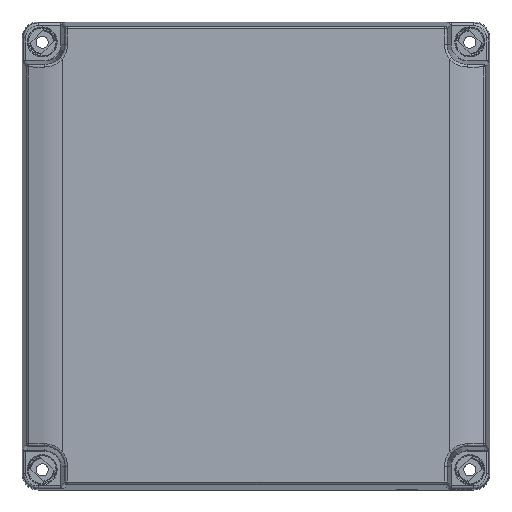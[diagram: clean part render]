
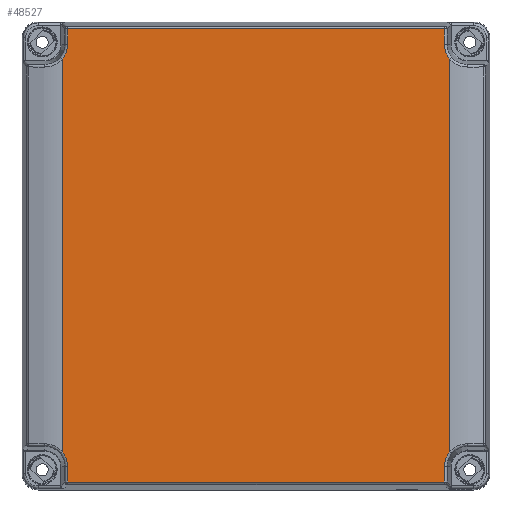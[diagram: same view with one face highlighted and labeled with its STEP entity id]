
A CAD part, top view. The second image highlights one B-rep face of the part: STEP entity #48527.
In plain terms, the highlighted planar face has unit normal (0, 0, 1).
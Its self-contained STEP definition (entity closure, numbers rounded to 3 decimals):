
#42386=DIRECTION('',(-1.,0.,0.));
#42387=VECTOR('',#42386,140.929);
#42388=CARTESIAN_POINT('',(70.465,-84.772,100.));
#42389=LINE('',#42388,#42387);
#42679=DIRECTION('',(1.,0.,0.));
#42680=VECTOR('',#42679,140.929);
#42681=CARTESIAN_POINT('',(-70.465,84.772,100.));
#42682=LINE('',#42681,#42680);
#42927=DIRECTION('',(0.,1.,0.));
#42928=VECTOR('',#42927,5.772);
#42929=CARTESIAN_POINT('',(-70.465,79.,100.));
#42930=LINE('',#42929,#42928);
#42936=DIRECTION('',(0.,1.,0.));
#42937=VECTOR('',#42936,146.936);
#42938=CARTESIAN_POINT('',(-72.5,-73.468,
100.));
#42939=LINE('',#42938,#42937);
#42940=DIRECTION('',(0.,1.,0.));
#42941=VECTOR('',#42940,5.772);
#42942=CARTESIAN_POINT('',(70.465,79.,100.));
#42943=LINE('',#42942,#42941);
#43138=DIRECTION('',(0.,1.,0.));
#43139=VECTOR('',#43138,5.772);
#43140=CARTESIAN_POINT('',(70.465,-84.772,100.));
#43141=LINE('',#43140,#43139);
#43151=CARTESIAN_POINT('',(79.,-79.,100.));
#43152=DIRECTION('',(0.,0.,-1.));
#43153=DIRECTION('',(-1.,0.,0.));
#43154=AXIS2_PLACEMENT_3D('',#43151,#43152,#43153);
#43189=DIRECTION('',(0.,1.,0.));
#43190=VECTOR('',#43189,146.936);
#43191=CARTESIAN_POINT('',(72.5,-73.468,
100.));
#43192=LINE('',#43191,#43190);
#43232=CARTESIAN_POINT('',(72.5,73.468,100.));
#43248=CARTESIAN_POINT('',(79.,79.,100.));
#43249=DIRECTION('',(0.,0.,-1.));
#43250=DIRECTION('',(-0.762,-0.648,0.));
#43251=AXIS2_PLACEMENT_3D('',#43248,#43249,#43250);
#43290=DIRECTION('',(0.,-1.,0.));
#43291=VECTOR('',#43290,5.772);
#43292=CARTESIAN_POINT('',(-70.465,-79.,100.));
#43293=LINE('',#43292,#43291);
#43426=CARTESIAN_POINT('',(-79.,-79.,100.));
#43427=DIRECTION('',(0.,0.,-1.));
#43428=DIRECTION('',(0.762,0.648,0.));
#43429=AXIS2_PLACEMENT_3D('',#43426,#43427,#43428);
#43450=CARTESIAN_POINT('',(-79.,79.,100.));
#43451=DIRECTION('',(0.,0.,1.));
#43452=DIRECTION('',(0.762,-0.648,0.));
#43453=AXIS2_PLACEMENT_3D('',#43450,#43451,#43452);
#44267=CARTESIAN_POINT('',(-70.465,79.,100.));
#44268=CARTESIAN_POINT('',(-70.465,84.772,100.));
#44269=VERTEX_POINT('',#44267);
#44270=VERTEX_POINT('',#44268);
#44273=CARTESIAN_POINT('',(-72.5,73.468,100.));
#44274=VERTEX_POINT('',#44273);
#44279=CARTESIAN_POINT('',(70.465,84.772,100.));
#44280=VERTEX_POINT('',#44279);
#44341=CARTESIAN_POINT('',(70.465,-84.772,100.));
#44342=CARTESIAN_POINT('',(-70.465,-84.772,100.));
#44343=VERTEX_POINT('',#44341);
#44344=VERTEX_POINT('',#44342);
#44365=CARTESIAN_POINT('',(-70.465,-79.,100.));
#44366=VERTEX_POINT('',#44365);
#44369=CARTESIAN_POINT('',(-72.5,-73.468,100.));
#44370=VERTEX_POINT('',#44369);
#44375=CARTESIAN_POINT('',(70.465,-79.,100.));
#44376=VERTEX_POINT('',#44375);
#44379=CARTESIAN_POINT('',(72.5,-73.468,100.));
#44380=VERTEX_POINT('',#44379);
#44387=VERTEX_POINT('',#43232);
#44389=CARTESIAN_POINT('',(70.465,79.,100.));
#44390=VERTEX_POINT('',#44389);
#48500=CARTESIAN_POINT('',(-72.5,-87.5,100.));
#48501=DIRECTION('',(0.,0.,1.));
#48502=DIRECTION('',(1.,0.,0.));
#48503=AXIS2_PLACEMENT_3D('',#48500,#48501,#48502);
#48504=PLANE('',#48503);
#48505=ORIENTED_EDGE('',*,*,#48493,.T.);
#48506=ORIENTED_EDGE('',*,*,#48078,.T.);
#48508=ORIENTED_EDGE('',*,*,#48507,.F.);
#48510=ORIENTED_EDGE('',*,*,#48509,.F.);
#48512=ORIENTED_EDGE('',*,*,#48511,.F.);
#48514=ORIENTED_EDGE('',*,*,#48513,.F.);
#48516=ORIENTED_EDGE('',*,*,#48515,.F.);
#48517=ORIENTED_EDGE('',*,*,#47574,.T.);
#48519=ORIENTED_EDGE('',*,*,#48518,.F.);
#48521=ORIENTED_EDGE('',*,*,#48520,.F.);
#48522=ORIENTED_EDGE('',*,*,#47781,.T.);
#48524=ORIENTED_EDGE('',*,*,#48523,.T.);
#48525=EDGE_LOOP('',(#48505,#48506,#48508,#48510,#48512,#48514,#48516,#48517,
#48519,#48521,#48522,#48524));
#48526=FACE_OUTER_BOUND('',#48525,.F.);
#48527=ADVANCED_FACE('',(#48526),#48504,.T.);
#43155=CIRCLE('',#43154,8.535);
#43252=CIRCLE('',#43251,8.535);
#43430=CIRCLE('',#43429,8.535);
#43454=CIRCLE('',#43453,8.535);
#47574=EDGE_CURVE('',#44343,#44344,#42389,.T.);
#47781=EDGE_CURVE('',#44370,#44274,#42939,.T.);
#48078=EDGE_CURVE('',#44270,#44280,#42682,.T.);
#48493=EDGE_CURVE('',#44269,#44270,#42930,.T.);
#48507=EDGE_CURVE('',#44390,#44280,#42943,.T.);
#48509=EDGE_CURVE('',#44387,#44390,#43252,.T.);
#48511=EDGE_CURVE('',#44380,#44387,#43192,.T.);
#48513=EDGE_CURVE('',#44376,#44380,#43155,.T.);
#48515=EDGE_CURVE('',#44343,#44376,#43141,.T.);
#48518=EDGE_CURVE('',#44366,#44344,#43293,.T.);
#48520=EDGE_CURVE('',#44370,#44366,#43430,.T.);
#48523=EDGE_CURVE('',#44274,#44269,#43454,.T.);
